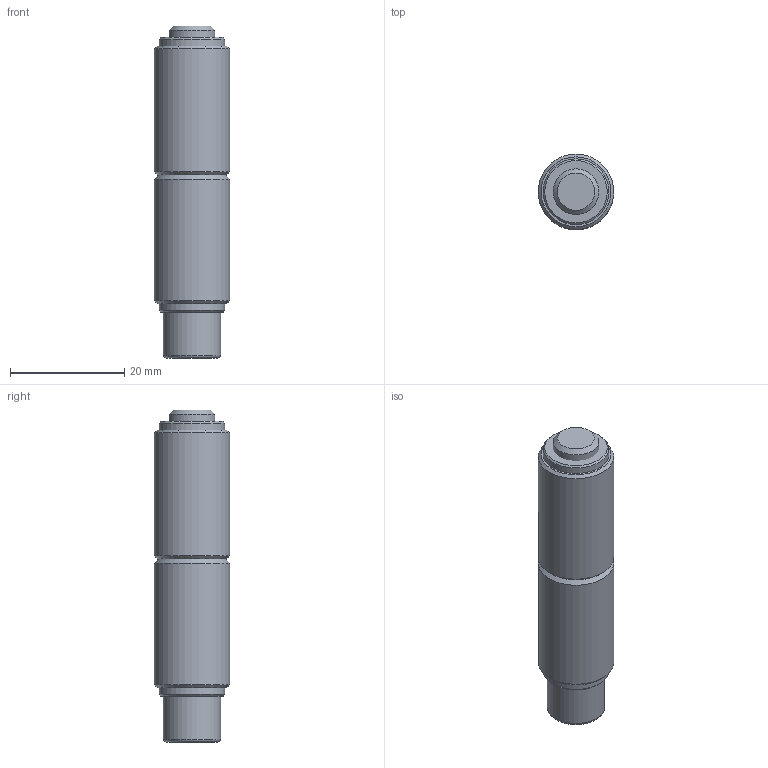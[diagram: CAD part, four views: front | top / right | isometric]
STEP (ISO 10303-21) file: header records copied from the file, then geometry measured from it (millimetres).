
FILE_DESCRIPTION(/* description */ ('KriTec System-Stoßverbinder Nut 10 für Profil 10 leicht'),/* implementation_level */ '2;1');
FILE_NAME(/* name */ '81048_KriTec_System-Stossverbindungssatz_Nut_10_fuer_Profil_10_leicht_.stp',/* time_stamp */ '2021-09-27T09:02:27+02:00',/* author */ ('jendrek'),/* organization */ (''),/* preprocessor_version */ 'ST-DEVELOPER v17',/* originating_system */ 'Autodesk Inventor 2018',/* authorisation */ '');
FILE_SCHEMA (('AUTOMOTIVE_DESIGN { 1 0 10303 214 3 1 1 }'));
Length unit declared in the file: millimetre
Products named in the file (4): 81048; 81048_2; 81048_0; 81048_1
Assembly tree (3 placements, depth 2):
  81048
    81048_2
    81048_0
    81048_1
Bounding box: 13.2 x 13.2 x 58 mm (x, y, z)
Volume: 7113.7 mm3; surface area: 5201.8 mm2
Topology: 3 solids, 3 shells, 65 faces, 155 edges, 101 vertices
Faces by surface type: plane 29, cylinder 26, cone 9, torus 1
Full cylindrical faces by diameter (mm): 6.647 x1, 8 x1, 8.3 x1, 10 x1, 11.5 x2, 13.2 x2
Entity records: 2062 total; most frequent: DIRECTION 383, CARTESIAN_POINT 328, ORIENTED_EDGE 310, AXIS2_PLACEMENT_3D 156, EDGE_CURVE 155, VERTEX_POINT 101, CIRCLE 84, EDGE_LOOP 74
